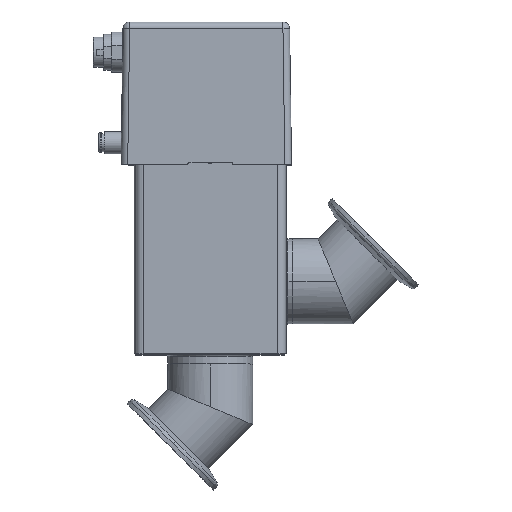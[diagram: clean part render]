
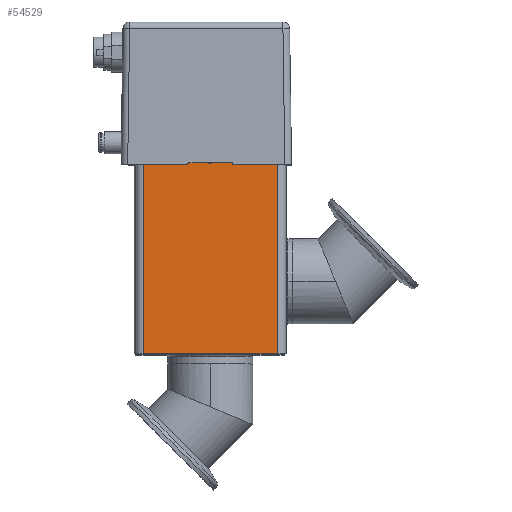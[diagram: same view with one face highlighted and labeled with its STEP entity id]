
A CAD part, top view. The second image highlights one B-rep face of the part: STEP entity #54529.
In plain terms, the highlighted planar face has unit normal (0, 0, 1).
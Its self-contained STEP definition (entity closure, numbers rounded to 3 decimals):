
#261 = VERTEX_POINT ( 'NONE', #7789 ) ;
#706 = ORIENTED_EDGE ( 'NONE', *, *, #60431, .T. ) ;
#743 = DIRECTION ( 'NONE',  ( 1., 0., 0. ) ) ;
#2702 = CARTESIAN_POINT ( 'NONE',  ( -0.75, 76.246, 34. ) ) ;
#5322 = EDGE_CURVE ( 'NONE', #41938, #63129, #29296, .T. ) ;
#5914 = VECTOR ( 'NONE', #19119, 1000. ) ;
#7789 = CARTESIAN_POINT ( 'NONE',  ( 30., 75.746, 34. ) ) ;
#9426 = DIRECTION ( 'NONE',  ( -1., 0., 0. ) ) ;
#10532 = DIRECTION ( 'NONE',  ( 0., 1., 0. ) ) ;
#10589 = PLANE ( 'NONE',  #22292 ) ;
#12180 = CARTESIAN_POINT ( 'NONE',  ( -30., 75.746, 34. ) ) ;
#12555 = ORIENTED_EDGE ( 'NONE', *, *, #42622, .F. ) ;
#14605 = LINE ( 'NONE', #46585, #46063 ) ;
#16362 = VECTOR ( 'NONE', #56187, 1000. ) ;
#18786 = CARTESIAN_POINT ( 'NONE',  ( 0.75, 76.246, 34. ) ) ;
#19119 = DIRECTION ( 'NONE',  ( 0., 1., 0. ) ) ;
#19573 = VERTEX_POINT ( 'NONE', #41574 ) ;
#22292 = AXIS2_PLACEMENT_3D ( 'NONE', #37777, #52430, #743 ) ;
#25207 = EDGE_CURVE ( 'NONE', #60606, #54016, #66590, .T. ) ;
#26131 = VECTOR ( 'NONE', #61521, 1000. ) ;
#26167 = ORIENTED_EDGE ( 'NONE', *, *, #60317, .T. ) ;
#27330 = VECTOR ( 'NONE', #34626, 1000. ) ;
#29296 = LINE ( 'NONE', #34732, #16362 ) ;
#29687 = EDGE_CURVE ( 'NONE', #261, #34188, #51927, .T. ) ;
#29960 = CARTESIAN_POINT ( 'NONE',  ( -30., -10.906, 34. ) ) ;
#31904 = ORIENTED_EDGE ( 'NONE', *, *, #25207, .T. ) ;
#31926 = CARTESIAN_POINT ( 'NONE',  ( -0.75, 74.546, 34. ) ) ;
#32987 = VECTOR ( 'NONE', #9426, 1000. ) ;
#34188 = VERTEX_POINT ( 'NONE', #52733 ) ;
#34626 = DIRECTION ( 'NONE',  ( 0., -1., 0. ) ) ;
#34732 = CARTESIAN_POINT ( 'NONE',  ( 0.75, 74.546, 34. ) ) ;
#37690 = VERTEX_POINT ( 'NONE', #29960 ) ;
#37777 = CARTESIAN_POINT ( 'NONE',  ( 0., 0., 34. ) ) ;
#38248 = ORIENTED_EDGE ( 'NONE', *, *, #49943, .T. ) ;
#38717 = DIRECTION ( 'NONE',  ( 0., -1., 0. ) ) ;
#39583 = VECTOR ( 'NONE', #38717, 1000. ) ;
#39857 = ORIENTED_EDGE ( 'NONE', *, *, #29687, .T. ) ;
#40740 = CARTESIAN_POINT ( 'NONE',  ( -30., 75.746, 34. ) ) ;
#41574 = CARTESIAN_POINT ( 'NONE',  ( 30., -10.906, 34. ) ) ;
#41938 = VERTEX_POINT ( 'NONE', #31926 ) ;
#42622 = EDGE_CURVE ( 'NONE', #63129, #34188, #65729, .T. ) ;
#45201 = LINE ( 'NONE', #56084, #27330 ) ;
#45474 = CARTESIAN_POINT ( 'NONE',  ( -30., 75.746, 34. ) ) ;
#45978 = ORIENTED_EDGE ( 'NONE', *, *, #5322, .F. ) ;
#46063 = VECTOR ( 'NONE', #10532, 1000. ) ;
#46585 = CARTESIAN_POINT ( 'NONE',  ( 30., 76.246, 34. ) ) ;
#49943 = EDGE_CURVE ( 'NONE', #54016, #37690, #45201, .T. ) ;
#51927 = LINE ( 'NONE', #45474, #32987 ) ;
#52430 = DIRECTION ( 'NONE',  ( 0., 0., 1. ) ) ;
#52495 = ORIENTED_EDGE ( 'NONE', *, *, #61370, .F. ) ;
#52733 = CARTESIAN_POINT ( 'NONE',  ( 0.75, 75.746, 34. ) ) ;
#54016 = VERTEX_POINT ( 'NONE', #12180 ) ;
#54529 = ADVANCED_FACE ( 'NONE', ( #57537 ), #10589, .T. ) ;
#56084 = CARTESIAN_POINT ( 'NONE',  ( -30., -11.406, 34. ) ) ;
#56187 = DIRECTION ( 'NONE',  ( 1., 0., 0. ) ) ;
#56808 = CARTESIAN_POINT ( 'NONE',  ( 30., -10.906, 34. ) ) ;
#56951 = VECTOR ( 'NONE', #65974, 1000. ) ;
#57537 = FACE_OUTER_BOUND ( 'NONE', #65488, .T. ) ;
#59637 = CARTESIAN_POINT ( 'NONE',  ( 0.75, 74.546, 34. ) ) ;
#60317 = EDGE_CURVE ( 'NONE', #19573, #261, #14605, .T. ) ;
#60431 = EDGE_CURVE ( 'NONE', #37690, #19573, #61908, .T. ) ;
#60606 = VERTEX_POINT ( 'NONE', #63907 ) ;
#61370 = EDGE_CURVE ( 'NONE', #60606, #41938, #64909, .T. ) ;
#61521 = DIRECTION ( 'NONE',  ( -1., 0., 0. ) ) ;
#61908 = LINE ( 'NONE', #56808, #56951 ) ;
#63129 = VERTEX_POINT ( 'NONE', #59637 ) ;
#63907 = CARTESIAN_POINT ( 'NONE',  ( -0.75, 75.746, 34. ) ) ;
#64909 = LINE ( 'NONE', #2702, #39583 ) ;
#65488 = EDGE_LOOP ( 'NONE', ( #12555, #45978, #52495, #31904, #38248, #706, #26167, #39857 ) ) ;
#65729 = LINE ( 'NONE', #18786, #5914 ) ;
#65974 = DIRECTION ( 'NONE',  ( 1., 0., 0. ) ) ;
#66590 = LINE ( 'NONE', #40740, #26131 ) ;
